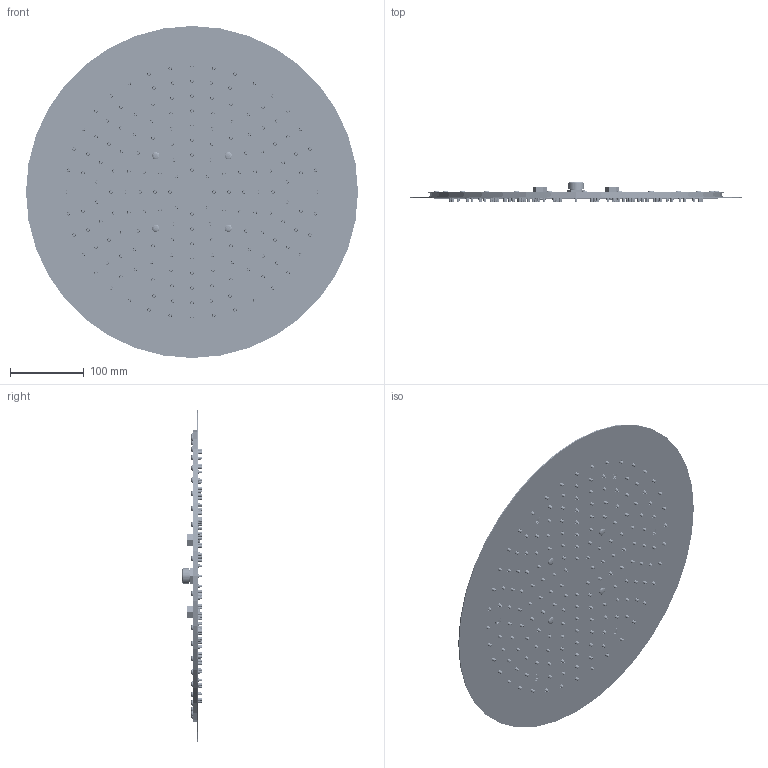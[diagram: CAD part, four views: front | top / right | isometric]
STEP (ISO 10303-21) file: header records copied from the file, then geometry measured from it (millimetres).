
FILE_DESCRIPTION (( 'STEP AP203' ), '1' );
FILE_NAME ('99Z312911.STEP', '2025-11-13T09:10:44', ( '' ), ( '' ), 'SwSTEP 2.0', 'SolidWorks 2021', '' );
FILE_SCHEMA (( 'CONFIG_CONTROL_DESIGN' ));
Products named in the file (1): 99Z312911
Bounding box: 450 x 26.5 x 450 mm (x, y, z)
Volume: 1097985.9 mm3; surface area: 409763.7 mm2
Topology: 177 solids, 177 shells, 4852 faces, 9862 edges, 6318 vertices
Faces by surface type: cylinder 2558, plane 1528, cone 700, torus 58, bspline 8
Entity records: 129491 total; most frequent: DIRECTION 25476, CARTESIAN_POINT 21129, ORIENTED_EDGE 19708, AXIS2_PLACEMENT_3D 10785, EDGE_CURVE 9854, VERTEX_POINT 6318, EDGE_LOOP 6166, CIRCLE 5940
